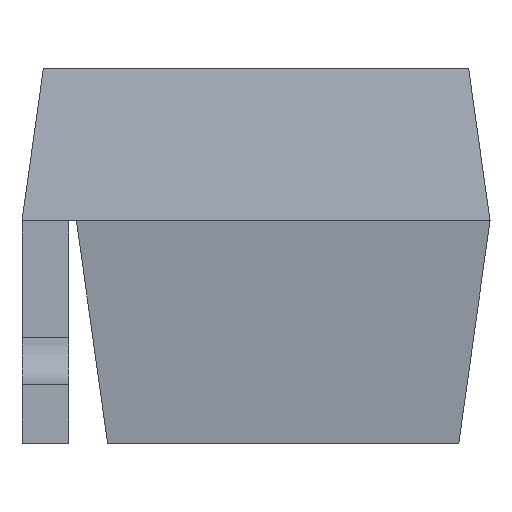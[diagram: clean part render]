
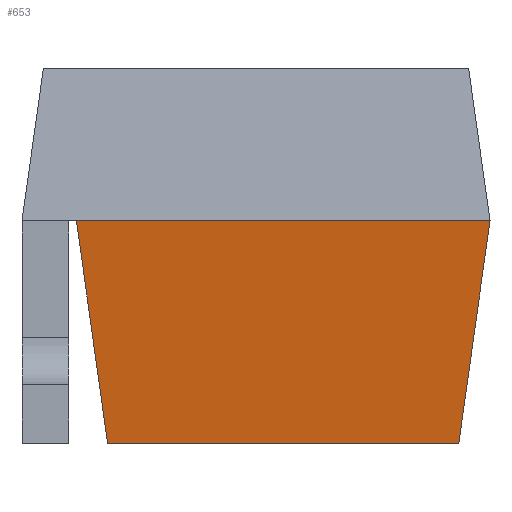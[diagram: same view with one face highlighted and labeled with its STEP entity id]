
A CAD part, left-side view. The second image highlights one B-rep face of the part: STEP entity #653.
In plain terms, the highlighted planar face has unit normal (-0.99, 0, -0.139).
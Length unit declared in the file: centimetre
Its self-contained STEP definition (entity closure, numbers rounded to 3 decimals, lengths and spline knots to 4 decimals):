
#48=VERTEX_POINT('',#882);
#51=VERTEX_POINT('',#887);
#54=VERTEX_POINT('',#897);
#55=VERTEX_POINT('',#899);
#117=VECTOR('',#747,1.);
#122=VECTOR('',#754,1.);
#124=VECTOR('',#757,1.);
#125=VECTOR('',#758,1.);
#199=LINE('',#888,#117);
#204=LINE('',#898,#122);
#206=LINE('',#902,#124);
#207=LINE('',#903,#125);
#281=EDGE_CURVE('',#51,#48,#199,.T.);
#286=EDGE_CURVE('',#55,#54,#204,.T.);
#288=EDGE_CURVE('',#54,#48,#206,.T.);
#289=EDGE_CURVE('',#55,#51,#207,.T.);
#397=ORIENTED_EDGE('',*,*,#288,.T.);
#398=ORIENTED_EDGE('',*,*,#281,.F.);
#399=ORIENTED_EDGE('',*,*,#289,.F.);
#400=ORIENTED_EDGE('',*,*,#286,.T.);
#571=EDGE_LOOP('',(#397,#398,#399,#400));
#612=FACE_BOUND('',#571,.T.);
#653=ADVANCED_FACE('',(#612),#1048,.T.);
#693=AXIS2_PLACEMENT_3D('',#901,#756,$);
#747=DIRECTION('',(0.138,0.138,-0.981));
#754=DIRECTION('',(0.138,-0.138,-0.981));
#756=DIRECTION('',(-0.99,0.,-0.139));
#757=DIRECTION('',(0.,-1.,0.));
#758=DIRECTION('',(0.,-1.,0.));
#882=CARTESIAN_POINT('',(-0.1866,-0.0866,-0.095));
#887=CARTESIAN_POINT('',(-0.2,-0.1,0.));
#888=CARTESIAN_POINT('',(-0.1983,-0.0983,-0.0119));
#897=CARTESIAN_POINT('',(-0.1866,0.0634,-0.095));
#898=CARTESIAN_POINT('',(-0.1962,0.073,-0.027));
#899=CARTESIAN_POINT('',(-0.2,0.0768,0.));
#901=CARTESIAN_POINT('',(-0.2,0.0768,0.));
#902=CARTESIAN_POINT('',(-0.1866,0.0768,-0.095));
#903=CARTESIAN_POINT('',(-0.2,0.1,0.));
#1048=PLANE('',#693);
